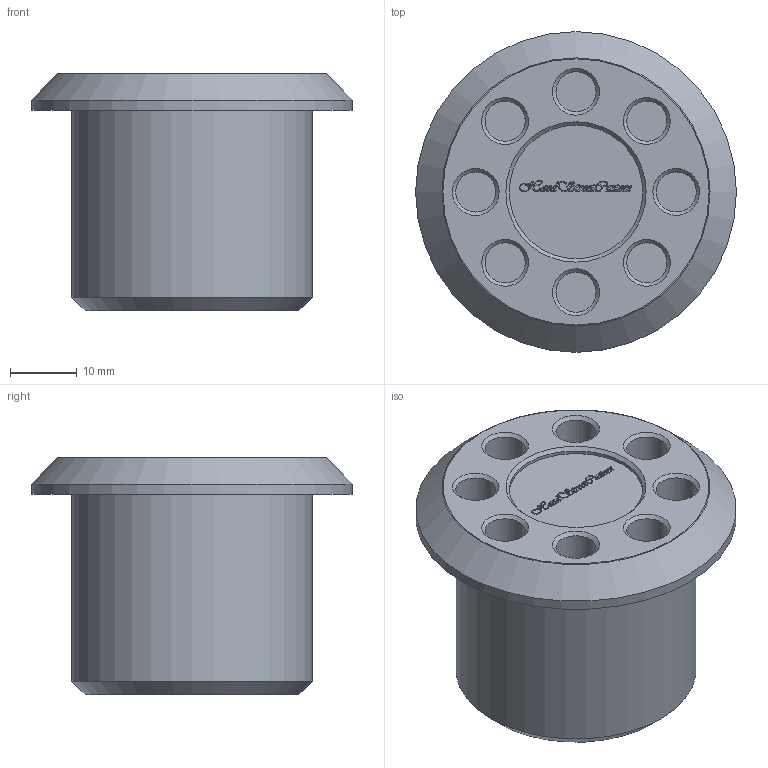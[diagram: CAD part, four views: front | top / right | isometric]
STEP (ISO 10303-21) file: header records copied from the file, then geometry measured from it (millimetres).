
FILE_DESCRIPTION(/* description */ (''),/* implementation_level */ '2;1');
FILE_NAME(/* name */ 'Ecrou.te V2 ok v2.step',/* time_stamp */ '2020-04-29T22:13:51+02:00',/* author */ (''),/* organization */ (''),/* preprocessor_version */ 'ST-DEVELOPER v18.1',/* originating_system */ 'Autodesk Translation Framework v9.2.0.1227',/* authorisation */ '');
FILE_SCHEMA (('AUTOMOTIVE_DESIGN { 1 0 10303 214 3 1 1 }'));
Length unit declared in the file: millimetre
Products named in the file (1): Ecrou.te V2 ok
Bounding box: 48 x 48 x 35.5 mm (x, y, z)
Volume: 23064.2 mm3; surface area: 11920.1 mm2
Topology: 1 solids, 1 shells, 640 faces, 1893 edges, 1252 vertices
Faces by surface type: bspline 424, plane 133, cylinder 71, cone 11, torus 1
Full cylindrical faces by diameter (mm): 6 x8, 20 x1, 24.384 x28, 25.4 x28, 36 x1, 48 x1
Entity records: 30993 total; most frequent: CARTESIAN_POINT 17370, ORIENTED_EDGE 3650, EDGE_CURVE 1825, DIRECTION 1348, VERTEX_POINT 1218, B_SPLINE_CURVE_WITH_KNOTS 966, LINE 802, VECTOR 802
